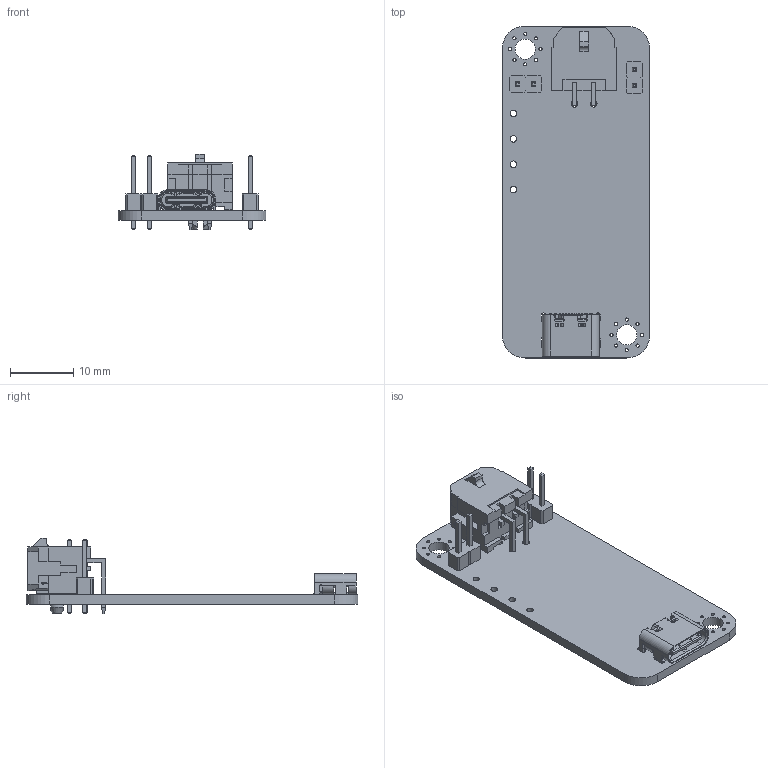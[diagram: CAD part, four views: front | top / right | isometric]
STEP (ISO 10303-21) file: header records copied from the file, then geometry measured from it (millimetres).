
FILE_DESCRIPTION(('KiCad electronic assembly'),'2;1');
FILE_NAME('usbdbg.step','2026-01-26T17:58:45',('Pcbnew'),('Kicad'), 'Open CASCADE STEP processor 7.9','KiCad to STEP converter','Unknown' );
FILE_SCHEMA(('AUTOMOTIVE_DESIGN { 1 0 10303 214 1 1 1 1 }'));
Length unit declared in the file: millimetre
Products named in the file (9): usbdbg 1; PinHeader_1x02_P2.54mm_Vertical; 2171790001; SOLID; COMPOUND; 430450402; usbdbg_PCB
Assembly tree (9 placements, depth 3):
  usbdbg 1
    PinHeader_1x02_P2.54mm_Vertical  x2
    2171790001
      SOLID
      COMPOUND
    430450402
      SOLID
      COMPOUND
    usbdbg_PCB
Bounding box: 23.3 x 52.3 x 11.95 mm (x, y, z)
Volume: 2391.1 mm3; surface area: 4346.8 mm2
Topology: 5 solids, 5 shells, 1088 faces, 3159 edges, 2169 vertices
Faces by surface type: plane 842, cylinder 225, cone 15, bspline 4, torus 2
Full cylindrical faces by diameter (mm): 0.5 x16, 1 x4, 1.02 x4, 1.067 x4, 3.048 x1, 3.2 x2
Entity records: 35157 total; most frequent: CARTESIAN_POINT 6944, ORIENTED_EDGE 5884, DIRECTION 5506, EDGE_CURVE 2942, LINE 2444, VECTOR 2444, VERTEX_POINT 1903, AXIS2_PLACEMENT_3D 1531
